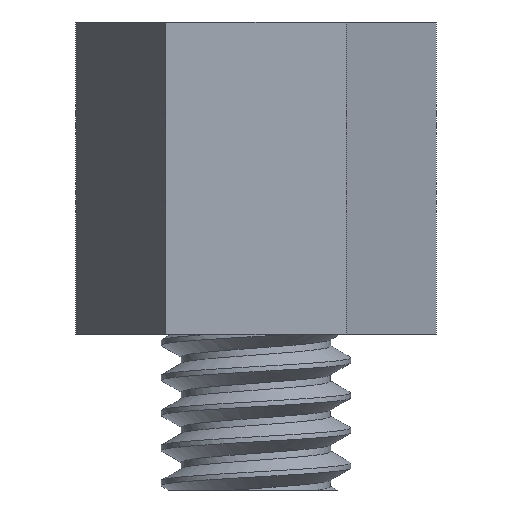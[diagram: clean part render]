
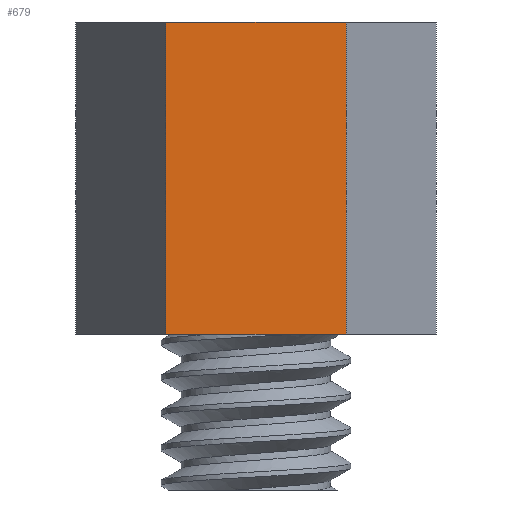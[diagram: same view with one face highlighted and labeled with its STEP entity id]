
A CAD part, front view. The second image highlights one B-rep face of the part: STEP entity #679.
In plain terms, the highlighted planar face has unit normal (0, -1, 0).
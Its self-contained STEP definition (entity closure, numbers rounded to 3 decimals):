
#21=PLANE('',#735);
#63=FACE_OUTER_BOUND('',#101,.T.);
#101=EDGE_LOOP('',(#587,#588,#589,#590));
#199=LINE('',#2880,#237);
#200=LINE('',#2883,#238);
#201=LINE('',#2885,#239);
#202=LINE('',#2886,#240);
#237=VECTOR('',#841,10.);
#238=VECTOR('',#844,10.);
#239=VECTOR('',#845,10.);
#240=VECTOR('',#846,10.);
#309=VERTEX_POINT('',#2876);
#310=VERTEX_POINT('',#2878);
#311=VERTEX_POINT('',#2882);
#312=VERTEX_POINT('',#2884);
#407=EDGE_CURVE('',#309,#310,#199,.T.);
#408=EDGE_CURVE('',#311,#309,#200,.T.);
#409=EDGE_CURVE('',#312,#310,#201,.T.);
#410=EDGE_CURVE('',#311,#312,#202,.T.);
#587=ORIENTED_EDGE('',*,*,#408,.T.);
#588=ORIENTED_EDGE('',*,*,#407,.T.);
#589=ORIENTED_EDGE('',*,*,#409,.F.);
#590=ORIENTED_EDGE('',*,*,#410,.F.);
#679=ADVANCED_FACE('',(#63),#21,.T.);
#735=AXIS2_PLACEMENT_3D('',#2881,#842,#843);
#841=DIRECTION('',(0.,0.,1.));
#842=DIRECTION('center_axis',(0.,-1.,0.));
#843=DIRECTION('ref_axis',(1.,0.,0.));
#844=DIRECTION('',(1.,0.,0.));
#845=DIRECTION('',(1.,0.,0.));
#846=DIRECTION('',(0.,0.,1.));
#2876=CARTESIAN_POINT('',(1.155,-2.,0.));
#2878=CARTESIAN_POINT('',(1.155,-2.,4.));
#2880=CARTESIAN_POINT('',(1.155,-2.,0.));
#2881=CARTESIAN_POINT('Origin',(-1.155,-2.,0.));
#2882=CARTESIAN_POINT('',(-1.155,-2.,0.));
#2883=CARTESIAN_POINT('',(-1.155,-2.,0.));
#2884=CARTESIAN_POINT('',(-1.155,-2.,4.));
#2885=CARTESIAN_POINT('',(-1.155,-2.,4.));
#2886=CARTESIAN_POINT('',(-1.155,-2.,0.));
